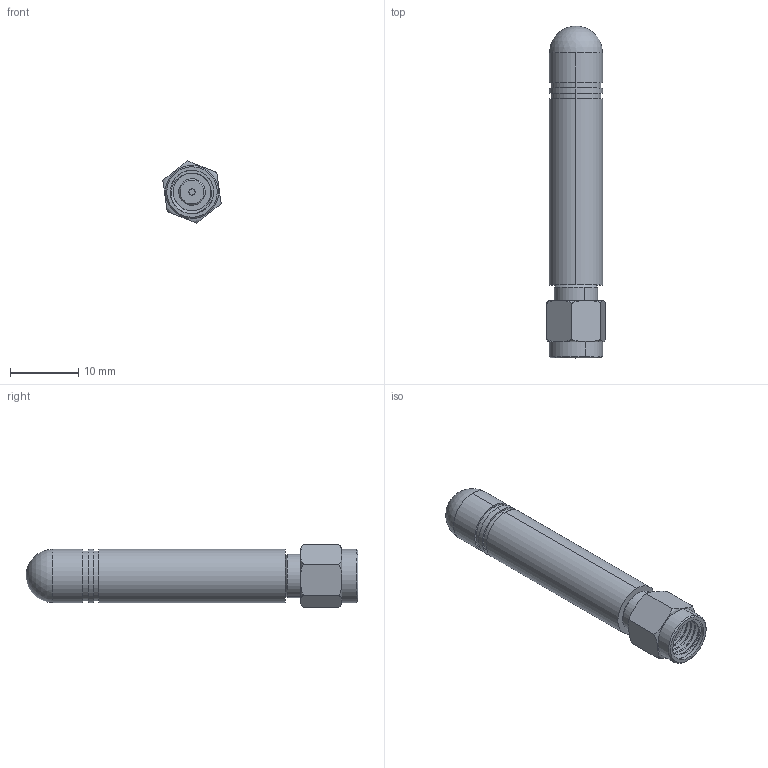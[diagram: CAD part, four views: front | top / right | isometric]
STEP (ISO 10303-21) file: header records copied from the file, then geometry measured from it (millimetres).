
FILE_DESCRIPTION (( 'STEP AP214' ), '1' );
FILE_NAME ('TG.22.0151_Web.STEP', '2020-02-17T08:02:04', ( '' ), ( '' ), 'SwSTEP 2.0', 'SolidWorks 2017', '' );
FILE_SCHEMA (( 'AUTOMOTIVE_DESIGN' ));
Length unit declared in the file: millimetre
Products named in the file (5): RP-SMA(M)ST.Au_RP; TG.22; TG.22.0151_Web
Assembly tree (2 placements, depth 2):
  RP-SMA(M)ST.Au_RP
  TG.22
  TG.22.0151_Web
    TG.22
    RP-SMA(M)ST.Au_RP
Bounding box: 8.58 x 48.7 x 9.14 mm (x, y, z)
Volume: 2162.3 mm3; surface area: 1642.2 mm2
Topology: 2 solids, 2 shells, 75 faces, 172 edges, 110 vertices
Faces by surface type: cylinder 37, plane 21, bspline 8, cone 8, sphere 1
Entity records: 5919 total; most frequent: CARTESIAN_POINT 3383, ORIENTED_EDGE 340, DIRECTION 325, EDGE_CURVE 170, AXIS2_PLACEMENT_3D 136, VERTEX_POINT 109, EDGE_LOOP 85, UNCERTAINTY_MEASURE_WITH_UNIT 82
